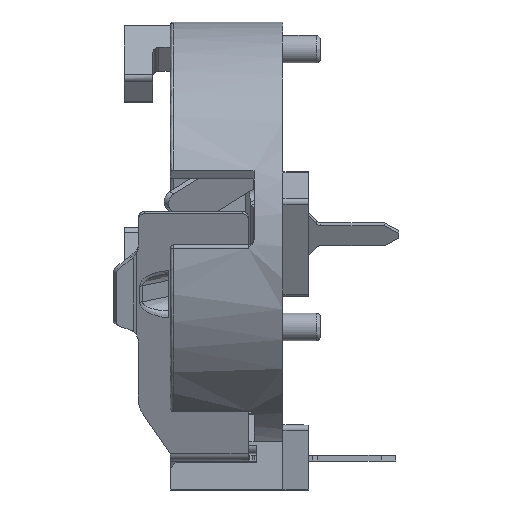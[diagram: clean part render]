
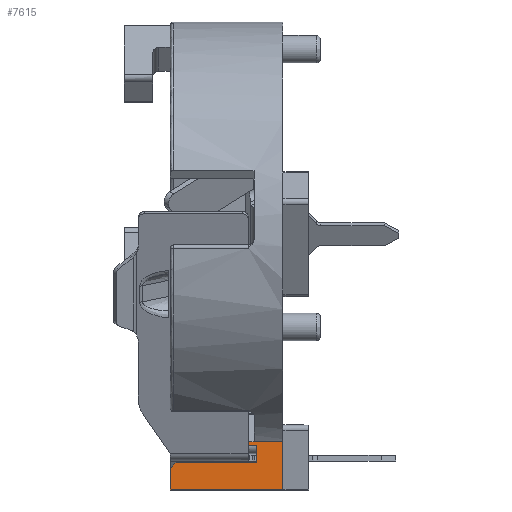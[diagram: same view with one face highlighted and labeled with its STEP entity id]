
A CAD part, left-side view. The second image highlights one B-rep face of the part: STEP entity #7615.
In plain terms, the highlighted free-form (B-spline) face has degree [1, 1] with [2, 2] control points.
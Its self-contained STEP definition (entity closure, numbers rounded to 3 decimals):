
#106 = B_SPLINE_CURVE_WITH_KNOTS ( 'NONE', 1,
 ( #7583, #8692 ),
 .UNSPECIFIED., .F., .F.,
 ( 2, 2 ),
 ( 0., 1. ),
 .UNSPECIFIED. ) ;
#153 = EDGE_CURVE ( 'NONE', #8577, #6974, #10780, .T. ) ;
#263 = CARTESIAN_POINT ( 'NONE',  ( -1.6, 3.7, -7.9 ) ) ;
#339 = B_SPLINE_CURVE_WITH_KNOTS ( 'NONE', 1,
 ( #10039, #5497 ),
 .UNSPECIFIED., .F., .F.,
 ( 2, 2 ),
 ( 0., 1. ),
 .UNSPECIFIED. ) ;
#765 = CARTESIAN_POINT ( 'NONE',  ( -1.6, 0., -8.85 ) ) ;
#768 = ORIENTED_EDGE ( 'NONE', *, *, #9899, .T. ) ;
#862 = CARTESIAN_POINT ( 'NONE',  ( -1.6, 3.9, -7.3 ) ) ;
#1005 = VERTEX_POINT ( 'NONE', #2255 ) ;
#1047 = CARTESIAN_POINT ( 'NONE',  ( -1.6, 0.9, -7.3 ) ) ;
#1355 = CARTESIAN_POINT ( 'NONE',  ( -1.6, 0., -8.85 ) ) ;
#1716 = ORIENTED_EDGE ( 'NONE', *, *, #3882, .F. ) ;
#1724 = CARTESIAN_POINT ( 'NONE',  ( -1.6, 3.9, -7.174 ) ) ;
#1840 = CARTESIAN_POINT ( 'NONE',  ( -1.6, 0.9, -7.9 ) ) ;
#1929 = CARTESIAN_POINT ( 'NONE',  ( -1.6, 0., -8.85 ) ) ;
#2255 = CARTESIAN_POINT ( 'NONE',  ( -1.6, 3.9, -8.85 ) ) ;
#2382 = CARTESIAN_POINT ( 'NONE',  ( -1.6, 3.7, -7.9 ) ) ;
#2449 = ORIENTED_EDGE ( 'NONE', *, *, #3873, .T. ) ;
#2689 = CARTESIAN_POINT ( 'NONE',  ( -1.6, 3.9, -7.174 ) ) ;
#2876 = VERTEX_POINT ( 'NONE', #765 ) ;
#2899 = CARTESIAN_POINT ( 'NONE',  ( -1.6, 3.9, -8.1 ) ) ;
#2998 = VERTEX_POINT ( 'NONE', #263 ) ;
#3498 = CARTESIAN_POINT ( 'NONE',  ( -1.6, 0., -7.174 ) ) ;
#3567 = ORIENTED_EDGE ( 'NONE', *, *, #11431, .T. ) ;
#3873 = EDGE_CURVE ( 'NONE', #6381, #8577, #106, .T. ) ;
#3882 = EDGE_CURVE ( 'NONE', #7703, #6974, #7494, .T. ) ;
#3964 = CARTESIAN_POINT ( 'NONE',  ( -1.6, 3.833, -8.033 ) ) ;
#4222 = EDGE_CURVE ( 'NONE', #1005, #11444, #5115, .T. ) ;
#4390 = EDGE_CURVE ( 'NONE', #1005, #2876, #11274, .T. ) ;
#5115 = B_SPLINE_CURVE_WITH_KNOTS ( 'NONE', 1,
 ( #7167, #2899 ),
 .UNSPECIFIED., .F., .F.,
 ( 2, 2 ),
 ( 0., 1. ),
 .UNSPECIFIED. ) ;
#5183 = CARTESIAN_POINT ( 'NONE',  ( -1.6, 0.9, -7.9 ) ) ;
#5235 = CARTESIAN_POINT ( 'NONE',  ( -1.6, 1., -7.174 ) ) ;
#5308 = EDGE_LOOP ( 'NONE', ( #2449, #11508, #1716, #6330, #8341, #11347, #3567, #7925, #10574, #768 ) ) ;
#5497 = CARTESIAN_POINT ( 'NONE',  ( -1.6, 0.9, -7.3 ) ) ;
#5885 = CARTESIAN_POINT ( 'NONE',  ( -1.6, 0.9, -7.9 ) ) ;
#6250 = CARTESIAN_POINT ( 'NONE',  ( -1.6, 3.9, -8.85 ) ) ;
#6330 = ORIENTED_EDGE ( 'NONE', *, *, #8789, .T. ) ;
#6381 = VERTEX_POINT ( 'NONE', #3498 ) ;
#6595 = CARTESIAN_POINT ( 'NONE',  ( -1.6, 0., -8.85 ) ) ;
#6637 = CARTESIAN_POINT ( 'NONE',  ( -1.6, 3.767, -7.967 ) ) ;
#6694 = CARTESIAN_POINT ( 'NONE',  ( -1.6, 3.9, -7.3 ) ) ;
#6974 = VERTEX_POINT ( 'NONE', #1724 ) ;
#7167 = CARTESIAN_POINT ( 'NONE',  ( -1.6, 3.9, -8.85 ) ) ;
#7419 = B_SPLINE_CURVE_WITH_KNOTS ( 'NONE', 1,
 ( #6595, #11183 ),
 .UNSPECIFIED., .F., .F.,
 ( 2, 2 ),
 ( 0., 1. ),
 .UNSPECIFIED. ) ;
#7494 = B_SPLINE_CURVE_WITH_KNOTS ( 'NONE', 1,
 ( #6694, #9546 ),
 .UNSPECIFIED., .F., .F.,
 ( 2, 2 ),
 ( 0., 1. ),
 .UNSPECIFIED. ) ;
#7583 = CARTESIAN_POINT ( 'NONE',  ( -1.6, 0., -7.174 ) ) ;
#7615 = ADVANCED_FACE ( 'NONE', ( #8557 ), #10953, .T. ) ;
#7703 = VERTEX_POINT ( 'NONE', #862 ) ;
#7925 = ORIENTED_EDGE ( 'NONE', *, *, #4222, .F. ) ;
#8047 = VERTEX_POINT ( 'NONE', #1840 ) ;
#8341 = ORIENTED_EDGE ( 'NONE', *, *, #9319, .T. ) ;
#8557 = FACE_OUTER_BOUND ( 'NONE', #5308, .T. ) ;
#8577 = VERTEX_POINT ( 'NONE', #5235 ) ;
#8692 = CARTESIAN_POINT ( 'NONE',  ( -1.6, 1., -7.174 ) ) ;
#8789 = EDGE_CURVE ( 'NONE', #7703, #10919, #339, .T. ) ;
#8819 = CARTESIAN_POINT ( 'NONE',  ( -1.6, 1., -7.174 ) ) ;
#9057 = EDGE_CURVE ( 'NONE', #8047, #2998, #9924, .T. ) ;
#9266 = CARTESIAN_POINT ( 'NONE',  ( -1.6, 3.9, -8.1 ) ) ;
#9319 = EDGE_CURVE ( 'NONE', #10919, #8047, #10463, .T. ) ;
#9361 = CARTESIAN_POINT ( 'NONE',  ( -1.6, 3.9, -8.85 ) ) ;
#9546 = CARTESIAN_POINT ( 'NONE',  ( -1.6, 3.9, -7.174 ) ) ;
#9551 = CARTESIAN_POINT ( 'NONE',  ( -1.6, 0.9, -7.3 ) ) ;
#9899 = EDGE_CURVE ( 'NONE', #2876, #6381, #7419, .T. ) ;
#9905 = B_SPLINE_CURVE_WITH_KNOTS ( 'NONE', 3,
 ( #11228, #6637, #3964, #9266 ),
 .UNSPECIFIED., .F., .F.,
 ( 4, 4 ),
 ( 0., 1. ),
 .UNSPECIFIED. ) ;
#9924 = B_SPLINE_CURVE_WITH_KNOTS ( 'NONE', 1,
 ( #5885, #2382 ),
 .UNSPECIFIED., .F., .F.,
 ( 2, 2 ),
 ( 0., 1. ),
 .UNSPECIFIED. ) ;
#10039 = CARTESIAN_POINT ( 'NONE',  ( -1.6, 3.9, -7.3 ) ) ;
#10140 = CARTESIAN_POINT ( 'NONE',  ( -1.6, 3.9, -8.1 ) ) ;
#10327 = CARTESIAN_POINT ( 'NONE',  ( -1.6, 0., -7.174 ) ) ;
#10446 = CARTESIAN_POINT ( 'NONE',  ( -1.6, 3.9, -7.174 ) ) ;
#10463 = B_SPLINE_CURVE_WITH_KNOTS ( 'NONE', 1,
 ( #9551, #5183 ),
 .UNSPECIFIED., .F., .F.,
 ( 2, 2 ),
 ( 0., 1. ),
 .UNSPECIFIED. ) ;
#10574 = ORIENTED_EDGE ( 'NONE', *, *, #4390, .T. ) ;
#10780 = B_SPLINE_CURVE_WITH_KNOTS ( 'NONE', 1,
 ( #8819, #2689 ),
 .UNSPECIFIED., .F., .F.,
 ( 2, 2 ),
 ( 0., 1. ),
 .UNSPECIFIED. ) ;
#10919 = VERTEX_POINT ( 'NONE', #1047 ) ;
#10953 = B_SPLINE_SURFACE_WITH_KNOTS ( 'NONE', 1, 1, ( 
 ( #10327, #1929 ),
 ( #10446, #6250 ) ),
 .UNSPECIFIED., .F., .F., .F.,
 ( 2, 2 ),
 ( 2, 2 ),
 ( 0., 1. ),
 ( 0., 1. ),
 .UNSPECIFIED. ) ;
#11183 = CARTESIAN_POINT ( 'NONE',  ( -1.6, 0., -7.174 ) ) ;
#11228 = CARTESIAN_POINT ( 'NONE',  ( -1.6, 3.7, -7.9 ) ) ;
#11274 = B_SPLINE_CURVE_WITH_KNOTS ( 'NONE', 1,
 ( #9361, #1355 ),
 .UNSPECIFIED., .F., .F.,
 ( 2, 2 ),
 ( 0., 1. ),
 .UNSPECIFIED. ) ;
#11347 = ORIENTED_EDGE ( 'NONE', *, *, #9057, .T. ) ;
#11431 = EDGE_CURVE ( 'NONE', #2998, #11444, #9905, .T. ) ;
#11444 = VERTEX_POINT ( 'NONE', #10140 ) ;
#11508 = ORIENTED_EDGE ( 'NONE', *, *, #153, .T. ) ;
